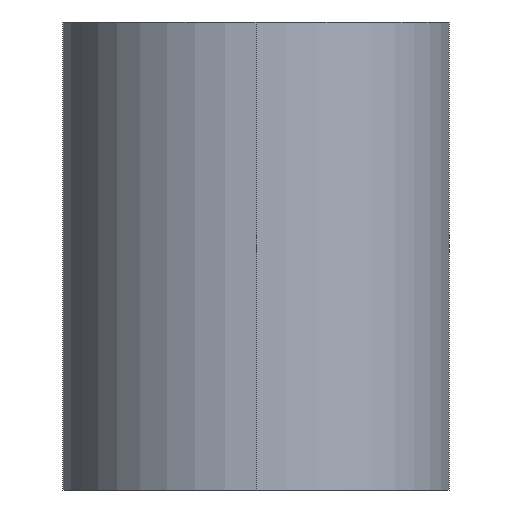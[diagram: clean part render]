
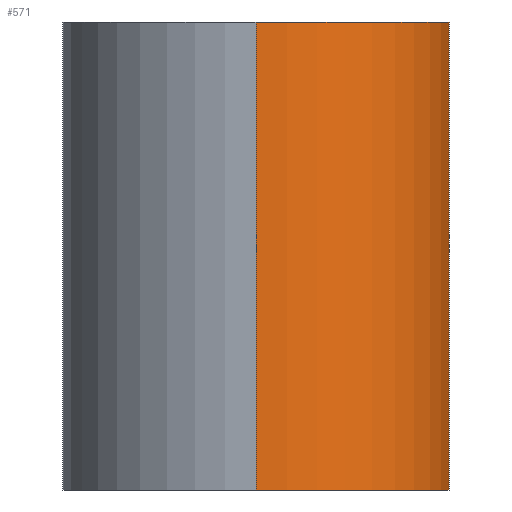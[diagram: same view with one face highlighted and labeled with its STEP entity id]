
A CAD part, left-side view. The second image highlights one B-rep face of the part: STEP entity #571.
In plain terms, the highlighted cylindrical face has radius 43 mm (diameter 86 mm), a partial arc.
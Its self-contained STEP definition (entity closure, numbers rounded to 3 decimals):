
#125 = CYLINDRICAL_SURFACE ( 'NONE', #327, 43. ) ;
#155 = DIRECTION ( 'NONE',  ( 0., 0., -1. ) ) ;
#170 = CARTESIAN_POINT ( 'NONE',  ( -149.789, 0., 48. ) ) ;
#189 = DIRECTION ( 'NONE',  ( -1., 0., 0. ) ) ;
#202 = VERTEX_POINT ( 'NONE', #1088 ) ;
#203 = EDGE_CURVE ( 'NONE', #249, #428, #922, .T. ) ;
#249 = VERTEX_POINT ( 'NONE', #680 ) ;
#263 = CARTESIAN_POINT ( 'NONE',  ( -106.789, 0., 200. ) ) ;
#278 = CARTESIAN_POINT ( 'NONE',  ( -106.789, 0., 152. ) ) ;
#308 = CARTESIAN_POINT ( 'NONE',  ( -106.789, 0., 48. ) ) ;
#313 = VECTOR ( 'NONE', #1122, 1000. ) ;
#326 = VECTOR ( 'NONE', #155, 1000. ) ;
#327 = AXIS2_PLACEMENT_3D ( 'NONE', #263, #367, #189 ) ;
#345 = LINE ( 'NONE', #869, #313 ) ;
#358 = EDGE_CURVE ( 'NONE', #1023, #249, #345, .T. ) ;
#362 = LINE ( 'NONE', #1118, #326 ) ;
#367 = DIRECTION ( 'NONE',  ( 0., 0., -1. ) ) ;
#379 = DIRECTION ( 'NONE',  ( 1., 0., 0. ) ) ;
#407 = DIRECTION ( 'NONE',  ( -1., 0., 0. ) ) ;
#428 = VERTEX_POINT ( 'NONE', #170 ) ;
#545 = AXIS2_PLACEMENT_3D ( 'NONE', #278, #906, #379 ) ;
#547 = EDGE_LOOP ( 'NONE', ( #958, #615, #1014, #775 ) ) ;
#571 = ADVANCED_FACE ( 'NONE', ( #836 ), #125, .T. ) ;
#615 = ORIENTED_EDGE ( 'NONE', *, *, #1051, .T. ) ;
#633 = AXIS2_PLACEMENT_3D ( 'NONE', #308, #928, #407 ) ;
#637 = CIRCLE ( 'NONE', #545, 43. ) ;
#680 = CARTESIAN_POINT ( 'NONE',  ( -105.57, -42.983, 48. ) ) ;
#757 = EDGE_CURVE ( 'NONE', #202, #1023, #637, .T. ) ;
#775 = ORIENTED_EDGE ( 'NONE', *, *, #358, .F. ) ;
#836 = FACE_OUTER_BOUND ( 'NONE', #547, .T. ) ;
#869 = CARTESIAN_POINT ( 'NONE',  ( -105.57, -42.983, 200. ) ) ;
#906 = DIRECTION ( 'NONE',  ( 0., 0., 1. ) ) ;
#922 = CIRCLE ( 'NONE', #633, 43. ) ;
#928 = DIRECTION ( 'NONE',  ( 0., 0., -1. ) ) ;
#941 = CARTESIAN_POINT ( 'NONE',  ( -105.57, -42.983, 152. ) ) ;
#958 = ORIENTED_EDGE ( 'NONE', *, *, #757, .F. ) ;
#1014 = ORIENTED_EDGE ( 'NONE', *, *, #203, .F. ) ;
#1023 = VERTEX_POINT ( 'NONE', #941 ) ;
#1051 = EDGE_CURVE ( 'NONE', #202, #428, #362, .T. ) ;
#1088 = CARTESIAN_POINT ( 'NONE',  ( -149.789, 0., 152. ) ) ;
#1118 = CARTESIAN_POINT ( 'NONE',  ( -149.789, 0., 200. ) ) ;
#1122 = DIRECTION ( 'NONE',  ( 0., 0., -1. ) ) ;
